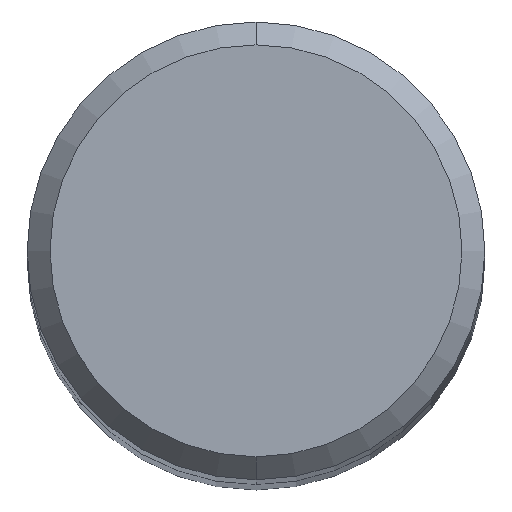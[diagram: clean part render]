
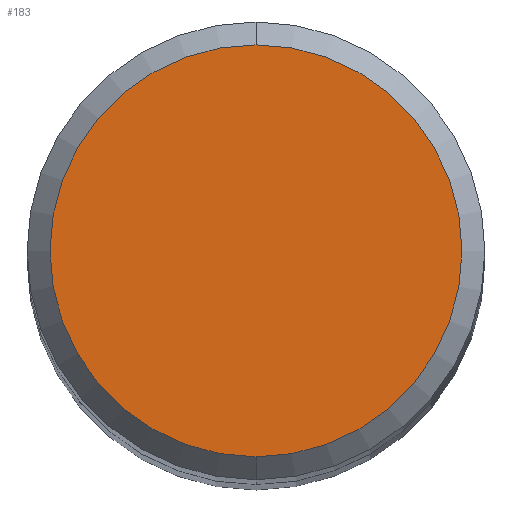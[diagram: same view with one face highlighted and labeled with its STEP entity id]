
A CAD part, top view. The second image highlights one B-rep face of the part: STEP entity #183.
In plain terms, the highlighted planar face has unit normal (0, 0, 1).
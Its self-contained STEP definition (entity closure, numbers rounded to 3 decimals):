
#183=ADVANCED_FACE('',(#463),#464,.T.);
#287=VERTEX_POINT('',#578);
#333=EDGE_CURVE('',#359,#287,#628,.T.);
#353=EDGE_CURVE('',#287,#359,#648,.T.);
#359=VERTEX_POINT('',#655);
#463=FACE_OUTER_BOUND('',#775,.T.);
#464=PLANE('',#776);
#578=CARTESIAN_POINT('',(0.,-5.4,0.0));
#628=CIRCLE('',#1167,5.4);
#648=CIRCLE('',#1239,5.4);
#655=CARTESIAN_POINT('',(0.0,5.4,0.0));
#775=EDGE_LOOP('',(#1429,#1430));
#776=AXIS2_PLACEMENT_3D('',#1431,#1432,#1433);
#1167=AXIS2_PLACEMENT_3D('',#1616,#1617,#1618);
#1239=AXIS2_PLACEMENT_3D('',#1623,#1624,#1625);
#1429=ORIENTED_EDGE('',*,*,#333,.F.);
#1430=ORIENTED_EDGE('',*,*,#353,.F.);
#1431=CARTESIAN_POINT('',(0.0,2.7,0.0));
#1432=DIRECTION('',(-0.0,0.0,1.0));
#1433=DIRECTION('',(0.0,-1.0,0.0));
#1616=CARTESIAN_POINT('',(0.0,0.0,0.0));
#1617=DIRECTION('',(0.0,0.0,-1.0));
#1618=DIRECTION('',(0.0,1.0,0.0));
#1623=CARTESIAN_POINT('',(0.0,0.0,0.0));
#1624=DIRECTION('',(0.0,0.0,-1.0));
#1625=DIRECTION('',(0.0,1.0,0.0));
